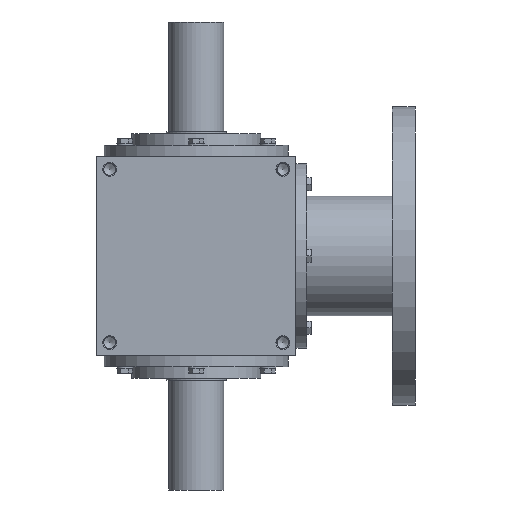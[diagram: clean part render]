
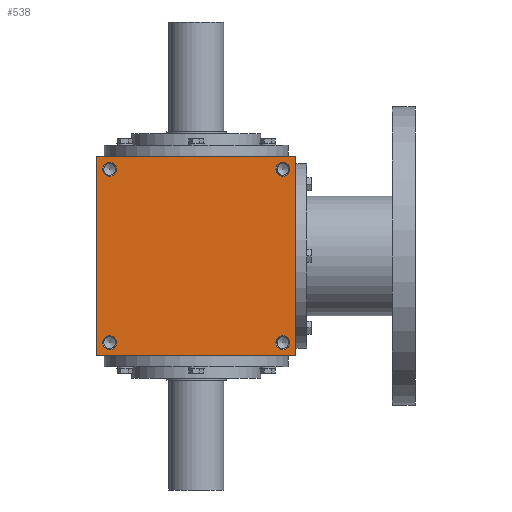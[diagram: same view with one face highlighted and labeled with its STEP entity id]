
A CAD part, front view. The second image highlights one B-rep face of the part: STEP entity #538.
In plain terms, the highlighted planar face has unit normal (0, -1, 0).
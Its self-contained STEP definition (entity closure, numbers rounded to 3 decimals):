
#538 = ADVANCED_FACE( '', ( #1083, #1084, #1085, #1086, #1087 ), #1088, .F. );
#1083 = FACE_BOUND( '', #1814, .T. );
#1084 = FACE_BOUND( '', #1815, .T. );
#1085 = FACE_BOUND( '', #1816, .T. );
#1086 = FACE_BOUND( '', #1817, .T. );
#1087 = FACE_OUTER_BOUND( '', #1818, .T. );
#1088 = PLANE( '', #1819 );
#1814 = EDGE_LOOP( '', ( #2649 ) );
#1815 = EDGE_LOOP( '', ( #2650 ) );
#1816 = EDGE_LOOP( '', ( #2651 ) );
#1817 = EDGE_LOOP( '', ( #2652 ) );
#1818 = EDGE_LOOP( '', ( #2653, #2654, #2655, #2656 ) );
#1819 = AXIS2_PLACEMENT_3D( '', #2657, #2658, #2659 );
#2649 = ORIENTED_EDGE( '', *, *, #3890, .T. );
#2650 = ORIENTED_EDGE( '', *, *, #3891, .T. );
#2651 = ORIENTED_EDGE( '', *, *, #3873, .F. );
#2652 = ORIENTED_EDGE( '', *, *, #3892, .F. );
#2653 = ORIENTED_EDGE( '', *, *, #3885, .T. );
#2654 = ORIENTED_EDGE( '', *, *, #3893, .F. );
#2655 = ORIENTED_EDGE( '', *, *, #3894, .F. );
#2656 = ORIENTED_EDGE( '', *, *, #3895, .T. );
#2657 = CARTESIAN_POINT( '', ( -100., -100., 100. ) );
#2658 = DIRECTION( '', ( 0., 1., 0. ) );
#2659 = DIRECTION( '', ( 0., 0., 1. ) );
#3873 = EDGE_CURVE( '', #4464, #4464, #4465, .T. );
#3885 = EDGE_CURVE( '', #4479, #4483, #4485, .T. );
#3890 = EDGE_CURVE( '', #4492, #4492, #4493, .T. );
#3891 = EDGE_CURVE( '', #4494, #4494, #4495, .T. );
#3892 = EDGE_CURVE( '', #4496, #4496, #4497, .T. );
#3893 = EDGE_CURVE( '', #4498, #4483, #4499, .T. );
#3894 = EDGE_CURVE( '', #4500, #4498, #4501, .T. );
#3895 = EDGE_CURVE( '', #4500, #4479, #4502, .T. );
#4464 = VERTEX_POINT( '', #5322 );
#4465 = CIRCLE( '', #5323, 7. );
#4479 = VERTEX_POINT( '', #5337 );
#4483 = VERTEX_POINT( '', #5343 );
#4485 = LINE( '', #5346, #5347 );
#4492 = VERTEX_POINT( '', #5354 );
#4493 = CIRCLE( '', #5355, 7. );
#4494 = VERTEX_POINT( '', #5356 );
#4495 = CIRCLE( '', #5357, 7. );
#4496 = VERTEX_POINT( '', #5358 );
#4497 = CIRCLE( '', #5359, 7. );
#4498 = VERTEX_POINT( '', #5360 );
#4499 = LINE( '', #5361, #5362 );
#4500 = VERTEX_POINT( '', #5363 );
#4501 = LINE( '', #5364, #5365 );
#4502 = LINE( '', #5366, #5367 );
#5322 = CARTESIAN_POINT( '', ( 87., -100., -94. ) );
#5323 = AXIS2_PLACEMENT_3D( '', #6232, #6233, #6234 );
#5337 = CARTESIAN_POINT( '', ( -100., -100., -100. ) );
#5343 = CARTESIAN_POINT( '', ( 100., -100., -100. ) );
#5346 = CARTESIAN_POINT( '', ( -100., -100., -100. ) );
#5347 = VECTOR( '', #6253, 1000. );
#5354 = CARTESIAN_POINT( '', ( -87., -100., -80. ) );
#5355 = AXIS2_PLACEMENT_3D( '', #6260, #6261, #6262 );
#5356 = CARTESIAN_POINT( '', ( -87., -100., 94. ) );
#5357 = AXIS2_PLACEMENT_3D( '', #6263, #6264, #6265 );
#5358 = CARTESIAN_POINT( '', ( 87., -100., 80. ) );
#5359 = AXIS2_PLACEMENT_3D( '', #6266, #6267, #6268 );
#5360 = CARTESIAN_POINT( '', ( 100., -100., 100. ) );
#5361 = CARTESIAN_POINT( '', ( 100., -100., 100. ) );
#5362 = VECTOR( '', #6269, 1000. );
#5363 = CARTESIAN_POINT( '', ( -100., -100., 100. ) );
#5364 = CARTESIAN_POINT( '', ( -100., -100., 100. ) );
#5365 = VECTOR( '', #6270, 1000. );
#5366 = CARTESIAN_POINT( '', ( -100., -100., 100. ) );
#5367 = VECTOR( '', #6271, 1000. );
#6232 = CARTESIAN_POINT( '', ( 87., -100., -87. ) );
#6233 = DIRECTION( '', ( 0., -1., 0. ) );
#6234 = DIRECTION( '', ( 0., 0., -1. ) );
#6253 = DIRECTION( '', ( 1., 0., 0. ) );
#6260 = CARTESIAN_POINT( '', ( -87., -100., -87. ) );
#6261 = DIRECTION( '', ( 0., 1., 0. ) );
#6262 = DIRECTION( '', ( 0., 0., 1. ) );
#6263 = CARTESIAN_POINT( '', ( -87., -100., 87. ) );
#6264 = DIRECTION( '', ( 0., 1., 0. ) );
#6265 = DIRECTION( '', ( 0., 0., 1. ) );
#6266 = CARTESIAN_POINT( '', ( 87., -100., 87. ) );
#6267 = DIRECTION( '', ( 0., -1., 0. ) );
#6268 = DIRECTION( '', ( 0., 0., -1. ) );
#6269 = DIRECTION( '', ( 0., 0., -1. ) );
#6270 = DIRECTION( '', ( 1., 0., 0. ) );
#6271 = DIRECTION( '', ( 0., 0., -1. ) );
